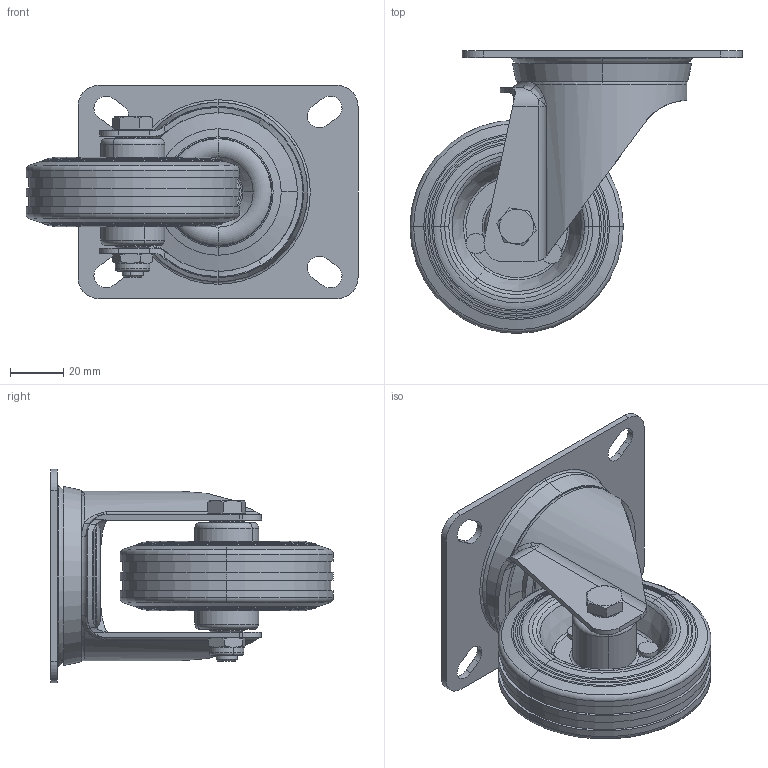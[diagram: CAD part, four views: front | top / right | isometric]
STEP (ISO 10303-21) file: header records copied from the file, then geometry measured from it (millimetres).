
FILE_DESCRIPTION(('STEP AP203'),'1');
FILE_NAME('l400_b55_081.stp','2022-09-20T09:26:00',('TraceParts'),('TraceParts S.A.'),'Spatial InterOp 3D',' ',' ');
FILE_SCHEMA(('CONFIG_CONTROL_DESIGN'));
Length unit declared in the file: millimetre
Products named in the file (1): 1
Bounding box: 124.5 x 106.01 x 80 mm (x, y, z)
Volume: 163436.7 mm3; surface area: 85997.1 mm2
Topology: 14 solids, 14 shells, 400 faces, 920 edges, 562 vertices
Faces by surface type: cylinder 106, torus 102, plane 88, cone 72, bspline 32
Entity records: 25509 total; most frequent: CARTESIAN_POINT 16281, DIRECTION 2094, ORIENTED_EDGE 1832, AXIS2_PLACEMENT_3D 924, EDGE_CURVE 916, VERTEX_POINT 562, CIRCLE 534, EDGE_LOOP 456
